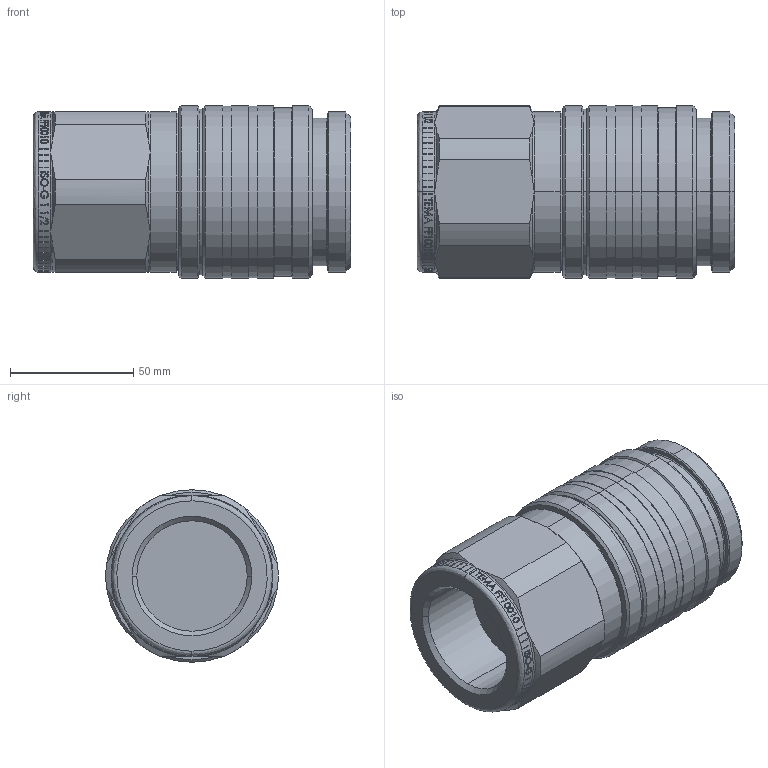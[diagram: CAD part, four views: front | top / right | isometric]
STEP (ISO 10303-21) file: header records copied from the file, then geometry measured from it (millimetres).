
FILE_DESCRIPTION (( 'STEP AP214' ), '1' );
FILE_NAME ('FF10010-150CV.STEP', '2015-08-31T07:51:12', ( 'admin' ), ( 'Microsoft' ), 'SwSTEP 2.0', 'SolidWorks 2009', '' );
FILE_SCHEMA (( 'AUTOMOTIVE_DESIGN' ));
Length unit declared in the file: millimetre
Products named in the file (1): FF10010-150CV
Bounding box: 128.8 x 70 x 70 mm (x, y, z)
Volume: 414003.4 mm3; surface area: 41965.7 mm2
Topology: 1 solids, 1 shells, 706 faces, 1773 edges, 1168 vertices
Faces by surface type: plane 330, bspline 204, cylinder 131, cone 41
Entity records: 49860 total; most frequent: CARTESIAN_POINT 33846, ORIENTED_EDGE 3546, DIRECTION 2875, EDGE_CURVE 1773, VERTEX_POINT 1168, AXIS2_PLACEMENT_3D 1017, LINE 841, VECTOR 841
